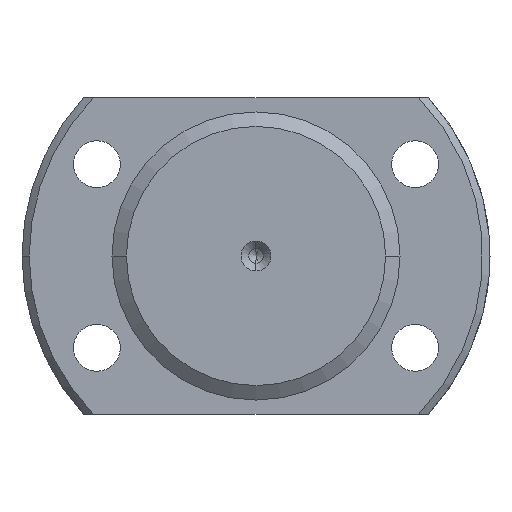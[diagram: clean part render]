
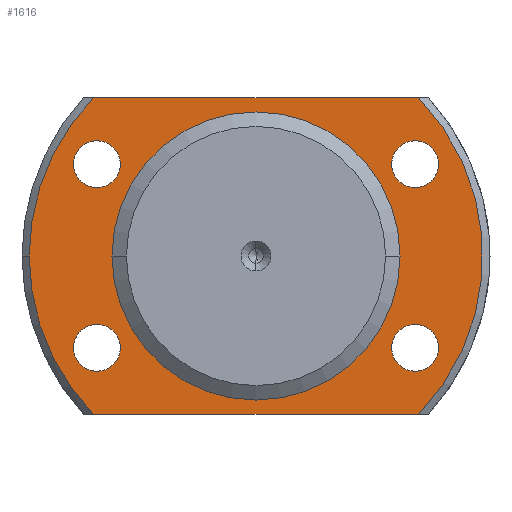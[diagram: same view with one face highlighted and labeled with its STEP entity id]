
A CAD part, left-side view. The second image highlights one B-rep face of the part: STEP entity #1616.
In plain terms, the highlighted planar face has unit normal (-1, 0, 0).
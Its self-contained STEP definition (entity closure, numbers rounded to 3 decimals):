
#29 = CARTESIAN_POINT ( 'NONE',  ( 17.5, 25.35, -12.75 ) ) ;
#70 = VERTEX_POINT ( 'NONE', #2284 ) ;
#72 = DIRECTION ( 'NONE',  ( 0., 1., 0. ) ) ;
#86 = CIRCLE ( 'NONE', #562, 3.25 ) ;
#120 = VERTEX_POINT ( 'NONE', #2583 ) ;
#126 = AXIS2_PLACEMENT_3D ( 'NONE', #1180, #2305, #3076 ) ;
#138 = ORIENTED_EDGE ( 'NONE', *, *, #546, .T. ) ;
#149 = DIRECTION ( 'NONE',  ( 1., 0., 0. ) ) ;
#192 = DIRECTION ( 'NONE',  ( 0., 1., 0. ) ) ;
#196 = CARTESIAN_POINT ( 'NONE',  ( 17.5, -20., 0. ) ) ;
#213 = CIRCLE ( 'NONE', #3649, 3.25 ) ;
#214 = CARTESIAN_POINT ( 'NONE',  ( 17.5, -18.85, 12.75 ) ) ;
#234 = CARTESIAN_POINT ( 'NONE',  ( 17.5, -22.1, 12.75 ) ) ;
#239 = DIRECTION ( 'NONE',  ( 1., 0., 0. ) ) ;
#282 = CARTESIAN_POINT ( 'NONE',  ( 17.5, -20., 0. ) ) ;
#300 = CARTESIAN_POINT ( 'NONE',  ( 17.5, 22.1, -12.75 ) ) ;
#331 = CARTESIAN_POINT ( 'NONE',  ( 17.5, 18.85, -12.75 ) ) ;
#336 = AXIS2_PLACEMENT_3D ( 'NONE', #234, #1367, #1590 ) ;
#375 = AXIS2_PLACEMENT_3D ( 'NONE', #1242, #2609, #1258 ) ;
#405 = EDGE_LOOP ( 'NONE', ( #1479, #1495 ) ) ;
#435 = CARTESIAN_POINT ( 'NONE',  ( 17.5, 22.1, 12.75 ) ) ;
#451 = CIRCLE ( 'NONE', #2876, 31.5 ) ;
#486 = VERTEX_POINT ( 'NONE', #331 ) ;
#498 = DIRECTION ( 'NONE',  ( 1., 0., 0. ) ) ;
#501 = VERTEX_POINT ( 'NONE', #29 ) ;
#510 = FACE_BOUND ( 'NONE', #2558, .T. ) ;
#546 = EDGE_CURVE ( 'NONE', #120, #604, #1524, .T. ) ;
#562 = AXIS2_PLACEMENT_3D ( 'NONE', #3044, #498, #1629 ) ;
#604 = VERTEX_POINT ( 'NONE', #282 ) ;
#619 = AXIS2_PLACEMENT_3D ( 'NONE', #2813, #239, #2243 ) ;
#641 = EDGE_LOOP ( 'NONE', ( #2109, #3494 ) ) ;
#682 = VERTEX_POINT ( 'NONE', #1178 ) ;
#695 = DIRECTION ( 'NONE',  ( 0., -1., 0. ) ) ;
#779 = EDGE_CURVE ( 'NONE', #3378, #3443, #3609, .T. ) ;
#805 = CARTESIAN_POINT ( 'NONE',  ( 17.5, -25.35, 12.75 ) ) ;
#809 = AXIS2_PLACEMENT_3D ( 'NONE', #1659, #1985, #2560 ) ;
#812 = VERTEX_POINT ( 'NONE', #1251 ) ;
#828 = EDGE_LOOP ( 'NONE', ( #1458, #832 ) ) ;
#832 = ORIENTED_EDGE ( 'NONE', *, *, #1394, .T. ) ;
#968 = EDGE_CURVE ( 'NONE', #1665, #1284, #2719, .T. ) ;
#1018 = EDGE_CURVE ( 'NONE', #812, #1149, #1526, .T. ) ;
#1082 = CARTESIAN_POINT ( 'NONE',  ( 17.5, 0., 0. ) ) ;
#1091 = DIRECTION ( 'NONE',  ( 1., 0., 0. ) ) ;
#1102 = AXIS2_PLACEMENT_3D ( 'NONE', #300, #1091, #2834 ) ;
#1126 = CARTESIAN_POINT ( 'NONE',  ( 17.5, 22.1, -12.75 ) ) ;
#1149 = VERTEX_POINT ( 'NONE', #2221 ) ;
#1178 = CARTESIAN_POINT ( 'NONE',  ( 17.5, -22.544, -22. ) ) ;
#1180 = CARTESIAN_POINT ( 'NONE',  ( 17.5, -22.1, 12.75 ) ) ;
#1207 = ORIENTED_EDGE ( 'NONE', *, *, #3262, .F. ) ;
#1242 = CARTESIAN_POINT ( 'NONE',  ( 17.5, 22.1, 12.75 ) ) ;
#1251 = CARTESIAN_POINT ( 'NONE',  ( 17.5, 25.35, 12.75 ) ) ;
#1258 = DIRECTION ( 'NONE',  ( 0., 1., 0. ) ) ;
#1284 = VERTEX_POINT ( 'NONE', #805 ) ;
#1325 = DIRECTION ( 'NONE',  ( 1., 0., 0. ) ) ;
#1340 = ORIENTED_EDGE ( 'NONE', *, *, #2696, .T. ) ;
#1367 = DIRECTION ( 'NONE',  ( 1., 0., 0. ) ) ;
#1376 = CIRCLE ( 'NONE', #126, 3.25 ) ;
#1379 = CARTESIAN_POINT ( 'NONE',  ( 17.5, 22.544, -22. ) ) ;
#1394 = EDGE_CURVE ( 'NONE', #1284, #1665, #1376, .T. ) ;
#1417 = CARTESIAN_POINT ( 'NONE',  ( 17.5, -20., -22. ) ) ;
#1422 = CARTESIAN_POINT ( 'NONE',  ( 17.5, 22.544, 22. ) ) ;
#1435 = VERTEX_POINT ( 'NONE', #3240 ) ;
#1458 = ORIENTED_EDGE ( 'NONE', *, *, #968, .T. ) ;
#1479 = ORIENTED_EDGE ( 'NONE', *, *, #779, .T. ) ;
#1495 = ORIENTED_EDGE ( 'NONE', *, *, #2636, .T. ) ;
#1497 = EDGE_CURVE ( 'NONE', #3678, #1435, #2624, .T. ) ;
#1524 = CIRCLE ( 'NONE', #809, 20. ) ;
#1526 = CIRCLE ( 'NONE', #2422, 3.25 ) ;
#1565 = DIRECTION ( 'NONE',  ( 0., 1., 0. ) ) ;
#1575 = VECTOR ( 'NONE', #3339, 1000. ) ;
#1589 = FACE_OUTER_BOUND ( 'NONE', #3657, .T. ) ;
#1590 = DIRECTION ( 'NONE',  ( 0., 1., 0. ) ) ;
#1616 = ADVANCED_FACE ( 'NONE', ( #1901, #2444, #3053, #510, #3319, #1589 ), #3299, .F. ) ;
#1629 = DIRECTION ( 'NONE',  ( 0., 1., 0. ) ) ;
#1659 = CARTESIAN_POINT ( 'NONE',  ( 17.5, 0., 0. ) ) ;
#1665 = VERTEX_POINT ( 'NONE', #214 ) ;
#1687 = CIRCLE ( 'NONE', #2106, 31.5 ) ;
#1744 = DIRECTION ( 'NONE',  ( 1., 0., 0. ) ) ;
#1748 = CARTESIAN_POINT ( 'NONE',  ( 17.5, -20., 22. ) ) ;
#1776 = VECTOR ( 'NONE', #695, 1000. ) ;
#1835 = VERTEX_POINT ( 'NONE', #1379 ) ;
#1843 = DIRECTION ( 'NONE',  ( 1., 0., 0. ) ) ;
#1901 = FACE_BOUND ( 'NONE', #641, .T. ) ;
#1977 = CIRCLE ( 'NONE', #1102, 3.25 ) ;
#1985 = DIRECTION ( 'NONE',  ( 1., 0., 0. ) ) ;
#2039 = CARTESIAN_POINT ( 'NONE',  ( 17.5, -22.1, -12.75 ) ) ;
#2075 = ORIENTED_EDGE ( 'NONE', *, *, #1497, .F. ) ;
#2077 = EDGE_CURVE ( 'NONE', #1149, #812, #2220, .T. ) ;
#2106 = AXIS2_PLACEMENT_3D ( 'NONE', #2200, #2737, #192 ) ;
#2109 = ORIENTED_EDGE ( 'NONE', *, *, #1018, .T. ) ;
#2138 = DIRECTION ( 'NONE',  ( 0., 1., 0. ) ) ;
#2176 = EDGE_LOOP ( 'NONE', ( #138, #2716 ) ) ;
#2188 = DIRECTION ( 'NONE',  ( 1., 0., 0. ) ) ;
#2200 = CARTESIAN_POINT ( 'NONE',  ( 17.5, 0., 0. ) ) ;
#2212 = DIRECTION ( 'NONE',  ( 0., 1., 0. ) ) ;
#2220 = CIRCLE ( 'NONE', #375, 3.25 ) ;
#2221 = CARTESIAN_POINT ( 'NONE',  ( 17.5, 18.85, 12.75 ) ) ;
#2243 = DIRECTION ( 'NONE',  ( 0., 1., 0. ) ) ;
#2284 = CARTESIAN_POINT ( 'NONE',  ( 17.5, 31.5, 0. ) ) ;
#2305 = DIRECTION ( 'NONE',  ( 1., 0., 0. ) ) ;
#2387 = ORIENTED_EDGE ( 'NONE', *, *, #3221, .F. ) ;
#2422 = AXIS2_PLACEMENT_3D ( 'NONE', #435, #2188, #1565 ) ;
#2440 = CARTESIAN_POINT ( 'NONE',  ( 17.5, 0., 0. ) ) ;
#2444 = FACE_BOUND ( 'NONE', #828, .T. ) ;
#2517 = DIRECTION ( 'NONE',  ( 0., 1., 0. ) ) ;
#2538 = LINE ( 'NONE', #1417, #1575 ) ;
#2558 = EDGE_LOOP ( 'NONE', ( #1340, #3190 ) ) ;
#2560 = DIRECTION ( 'NONE',  ( 0., 1., 0. ) ) ;
#2583 = CARTESIAN_POINT ( 'NONE',  ( 17.5, 20., 0. ) ) ;
#2590 = AXIS2_PLACEMENT_3D ( 'NONE', #2039, #1744, #72 ) ;
#2609 = DIRECTION ( 'NONE',  ( 1., 0., 0. ) ) ;
#2624 = LINE ( 'NONE', #1748, #1776 ) ;
#2636 = EDGE_CURVE ( 'NONE', #3443, #3378, #86, .T. ) ;
#2665 = CARTESIAN_POINT ( 'NONE',  ( 17.5, -25.35, -12.75 ) ) ;
#2696 = EDGE_CURVE ( 'NONE', #501, #486, #1977, .T. ) ;
#2716 = ORIENTED_EDGE ( 'NONE', *, *, #3302, .T. ) ;
#2719 = CIRCLE ( 'NONE', #336, 3.25 ) ;
#2737 = DIRECTION ( 'NONE',  ( 1., 0., 0. ) ) ;
#2743 = EDGE_CURVE ( 'NONE', #70, #3678, #2999, .T. ) ;
#2762 = EDGE_CURVE ( 'NONE', #486, #501, #213, .T. ) ;
#2778 = EDGE_CURVE ( 'NONE', #1835, #682, #2538, .T. ) ;
#2807 = AXIS2_PLACEMENT_3D ( 'NONE', #196, #1843, #2980 ) ;
#2813 = CARTESIAN_POINT ( 'NONE',  ( 17.5, 0., 0. ) ) ;
#2817 = ORIENTED_EDGE ( 'NONE', *, *, #2743, .F. ) ;
#2834 = DIRECTION ( 'NONE',  ( 0., 1., 0. ) ) ;
#2847 = DIRECTION ( 'NONE',  ( 1., 0., 0. ) ) ;
#2876 = AXIS2_PLACEMENT_3D ( 'NONE', #1082, #1325, #2212 ) ;
#2969 = ORIENTED_EDGE ( 'NONE', *, *, #2778, .T. ) ;
#2980 = DIRECTION ( 'NONE',  ( 0., 1., 0. ) ) ;
#2999 = CIRCLE ( 'NONE', #619, 31.5 ) ;
#3044 = CARTESIAN_POINT ( 'NONE',  ( 17.5, -22.1, -12.75 ) ) ;
#3053 = FACE_BOUND ( 'NONE', #405, .T. ) ;
#3076 = DIRECTION ( 'NONE',  ( 0., 1., 0. ) ) ;
#3190 = ORIENTED_EDGE ( 'NONE', *, *, #2762, .T. ) ;
#3221 = EDGE_CURVE ( 'NONE', #1435, #682, #451, .T. ) ;
#3236 = CIRCLE ( 'NONE', #3654, 20. ) ;
#3240 = CARTESIAN_POINT ( 'NONE',  ( 17.5, -22.544, 22. ) ) ;
#3262 = EDGE_CURVE ( 'NONE', #1835, #70, #1687, .T. ) ;
#3299 = PLANE ( 'NONE',  #2807 ) ;
#3302 = EDGE_CURVE ( 'NONE', #604, #120, #3236, .T. ) ;
#3319 = FACE_BOUND ( 'NONE', #2176, .T. ) ;
#3339 = DIRECTION ( 'NONE',  ( 0., -1., 0. ) ) ;
#3378 = VERTEX_POINT ( 'NONE', #3454 ) ;
#3443 = VERTEX_POINT ( 'NONE', #2665 ) ;
#3454 = CARTESIAN_POINT ( 'NONE',  ( 17.5, -18.85, -12.75 ) ) ;
#3494 = ORIENTED_EDGE ( 'NONE', *, *, #2077, .T. ) ;
#3609 = CIRCLE ( 'NONE', #2590, 3.25 ) ;
#3649 = AXIS2_PLACEMENT_3D ( 'NONE', #1126, #2847, #2517 ) ;
#3654 = AXIS2_PLACEMENT_3D ( 'NONE', #2440, #149, #2138 ) ;
#3657 = EDGE_LOOP ( 'NONE', ( #2075, #2817, #1207, #2969, #2387 ) ) ;
#3678 = VERTEX_POINT ( 'NONE', #1422 ) ;
